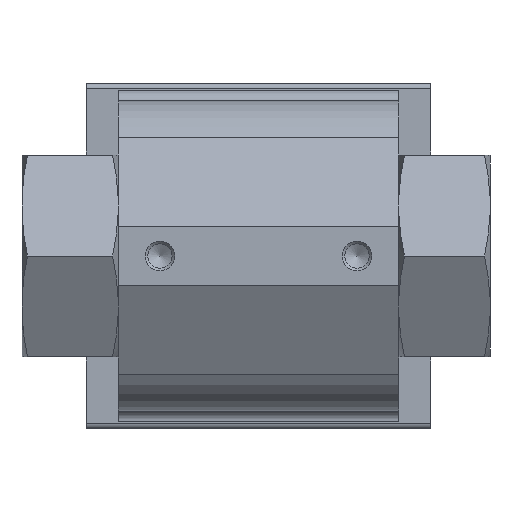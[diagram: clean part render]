
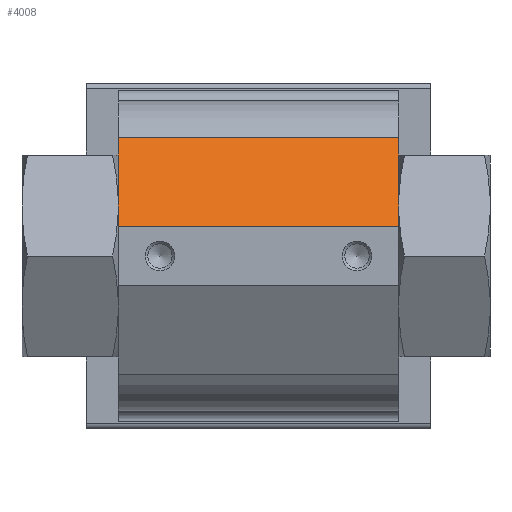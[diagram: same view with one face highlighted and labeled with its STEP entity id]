
A CAD part, front view. The second image highlights one B-rep face of the part: STEP entity #4008.
In plain terms, the highlighted planar face has unit normal (0, -0.866, 0.5).
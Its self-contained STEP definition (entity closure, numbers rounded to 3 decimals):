
#495=ORIENTED_EDGE('',*,*,#1248,.T.);
#496=ORIENTED_EDGE('',*,*,#1282,.T.);
#497=ORIENTED_EDGE('',*,*,#1261,.T.);
#498=ORIENTED_EDGE('',*,*,#1283,.F.);
#499=ORIENTED_EDGE('',*,*,#1277,.F.);
#500=ORIENTED_EDGE('',*,*,#1284,.F.);
#501=ORIENTED_EDGE('',*,*,#1267,.F.);
#502=ORIENTED_EDGE('',*,*,#1281,.T.);
#1248=EDGE_CURVE('',#1634,#1622,#1864,.T.);
#1261=EDGE_CURVE('',#1641,#1645,#1870,.T.);
#1267=EDGE_CURVE('',#1650,#1626,#1874,.T.);
#1277=EDGE_CURVE('',#1654,#1656,#1879,.T.);
#1281=EDGE_CURVE('',#1650,#1634,#1883,.T.);
#1282=EDGE_CURVE('',#1622,#1641,#1884,.T.);
#1283=EDGE_CURVE('',#1656,#1645,#1885,.T.);
#1284=EDGE_CURVE('',#1626,#1654,#1886,.T.);
#1622=VERTEX_POINT('',#5595);
#1626=VERTEX_POINT('',#5610);
#1634=VERTEX_POINT('',#5641);
#1641=VERTEX_POINT('',#5662);
#1645=VERTEX_POINT('',#5672);
#1650=VERTEX_POINT('',#5684);
#1654=VERTEX_POINT('',#5699);
#1656=VERTEX_POINT('',#5705);
#1864=LINE('',#5640,#2102);
#1870=LINE('',#5673,#2108);
#1874=LINE('',#5685,#2112);
#1879=LINE('',#5712,#2117);
#1883=LINE('',#5719,#2121);
#1884=LINE('',#5721,#2122);
#1885=LINE('',#5722,#2123);
#1886=LINE('',#5723,#2124);
#2102=VECTOR('',#4647,1000.);
#2108=VECTOR('',#4667,1000.);
#2112=VECTOR('',#4677,1000.);
#2117=VECTOR('',#4692,1000.);
#2121=VECTOR('',#4702,1000.);
#2122=VECTOR('',#4705,1000.);
#2123=VECTOR('',#4706,1000.);
#2124=VECTOR('',#4707,1000.);
#2302=EDGE_LOOP('',(#495,#496,#497,#498,#499,#500,#501,#502));
#2508=FACE_BOUND('',#2302,.T.);
#2697=PLANE('',#4236);
#4008=ADVANCED_FACE('',(#2508),#2697,.F.);
#4236=AXIS2_PLACEMENT_3D('',#5720,#4703,#4704);
#4647=DIRECTION('',(0.,-0.5,-0.866));
#4667=DIRECTION('',(0.,-0.5,-0.866));
#4677=DIRECTION('',(0.,-0.5,-0.866));
#4692=DIRECTION('',(0.,-0.5,-0.866));
#4702=DIRECTION('',(-1.,0.,0.));
#4703=DIRECTION('',(0.,0.866,-0.5));
#4704=DIRECTION('',(0.,0.5,0.866));
#4705=DIRECTION('',(0.,-0.5,-0.866));
#4706=DIRECTION('',(-1.,0.,0.));
#4707=DIRECTION('',(0.,-0.5,-0.866));
#5595=CARTESIAN_POINT('',(-28.5,-16.703,12.057));
#5610=CARTESIAN_POINT('',(28.5,-16.703,12.057));
#5640=CARTESIAN_POINT('',(-28.5,-9.808,24.));
#5641=CARTESIAN_POINT('',(-28.5,-9.808,24.));
#5662=CARTESIAN_POINT('',(-28.5,-18.793,8.437));
#5672=CARTESIAN_POINT('',(-28.5,-20.2,6.));
#5673=CARTESIAN_POINT('',(-28.5,-9.808,24.));
#5684=CARTESIAN_POINT('',(28.5,-9.808,24.));
#5685=CARTESIAN_POINT('',(28.5,-9.808,24.));
#5699=CARTESIAN_POINT('',(28.5,-18.793,8.437));
#5705=CARTESIAN_POINT('',(28.5,-20.2,6.));
#5712=CARTESIAN_POINT('',(28.5,-9.808,24.));
#5719=CARTESIAN_POINT('',(28.5,-9.808,24.));
#5720=CARTESIAN_POINT('',(28.5,-9.808,24.));
#5721=CARTESIAN_POINT('',(-28.5,-9.808,24.));
#5722=CARTESIAN_POINT('',(28.5,-20.2,6.));
#5723=CARTESIAN_POINT('',(28.5,-9.808,24.));
